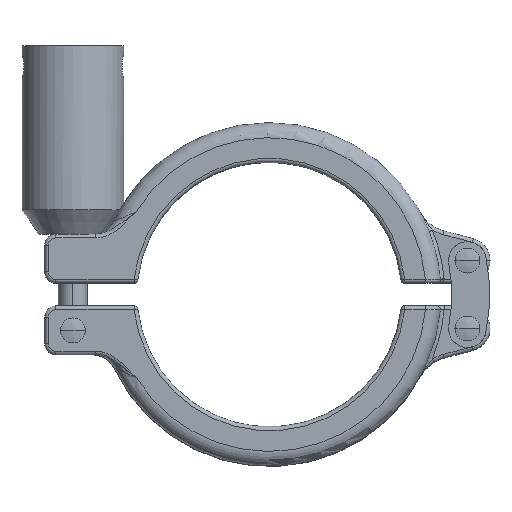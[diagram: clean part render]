
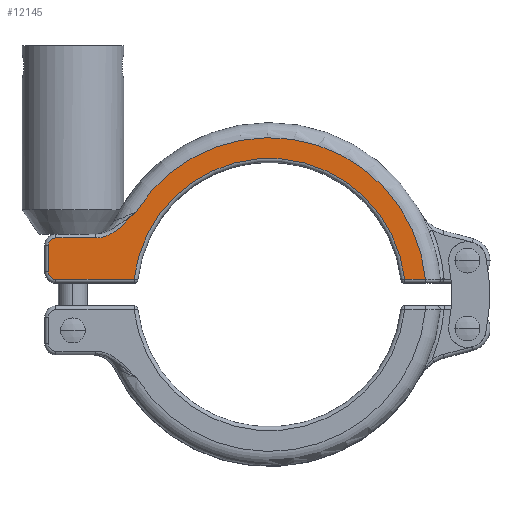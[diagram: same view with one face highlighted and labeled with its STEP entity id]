
A CAD part, top view. The second image highlights one B-rep face of the part: STEP entity #12145.
In plain terms, the highlighted planar face has unit normal (0, 0, 1).
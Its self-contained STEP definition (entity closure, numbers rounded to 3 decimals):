
#567 = LINE ( 'NONE', #3835, #13238 ) ;
#800 = EDGE_CURVE ( 'NONE', #8987, #4508, #1556, .T. ) ;
#930 = CARTESIAN_POINT ( 'NONE',  ( -38.414, 18.832, 8.5 ) ) ;
#1007 = CIRCLE ( 'NONE', #8771, 2. ) ;
#1034 = VERTEX_POINT ( 'NONE', #13511 ) ;
#1463 = CARTESIAN_POINT ( 'NONE',  ( 0., 0., 8.5 ) ) ;
#1481 = DIRECTION ( 'NONE',  ( 1., 0., 0. ) ) ;
#1500 = VERTEX_POINT ( 'NONE', #6572 ) ;
#1556 = B_SPLINE_CURVE_WITH_KNOTS ( 'NONE', 3,
 ( #5310, #9545, #5431, #930, #10539, #11787, #13723, #5244, #2228, #3002, #11652, #9480, #11524, #2097 ),
 .UNSPECIFIED., .F., .F.,
 ( 4, 2, 2, 2, 2, 2, 4 ),
 ( 0., 0.003, 0.007, 0.01, 0.011, 0.012, 0.013 ),
 .UNSPECIFIED. ) ;
#1751 = DIRECTION ( 'NONE',  ( 1., 0., 0. ) ) ;
#2097 = CARTESIAN_POINT ( 'NONE',  ( -46.165, 15., 8.5 ) ) ;
#2115 = AXIS2_PLACEMENT_3D ( 'NONE', #1463, #6980, #4952 ) ;
#2171 = VERTEX_POINT ( 'NONE', #5294 ) ;
#2228 = CARTESIAN_POINT ( 'NONE',  ( -43.443, 15.462, 8.5 ) ) ;
#2292 = CARTESIAN_POINT ( 'NONE',  ( 41.407, 4., 8.5 ) ) ;
#2462 = EDGE_CURVE ( 'NONE', #10776, #1500, #11483, .T. ) ;
#2511 = DIRECTION ( 'NONE',  ( 1., 0., 0. ) ) ;
#2669 = FACE_OUTER_BOUND ( 'NONE', #9905, .T. ) ;
#2795 = ORIENTED_EDGE ( 'NONE', *, *, #9631, .T. ) ;
#3002 = CARTESIAN_POINT ( 'NONE',  ( -43.975, 15.297, 8.5 ) ) ;
#3246 = LINE ( 'NONE', #4283, #5032 ) ;
#3286 = CARTESIAN_POINT ( 'NONE',  ( -35.307, 22., 8.5 ) ) ;
#3317 = DIRECTION ( 'NONE',  ( -1., 0., 0. ) ) ;
#3718 = DIRECTION ( 'NONE',  ( 0., 0., 1. ) ) ;
#3835 = CARTESIAN_POINT ( 'NONE',  ( -34.972, 4., 8.5 ) ) ;
#3914 = ORIENTED_EDGE ( 'NONE', *, *, #10730, .T. ) ;
#3953 = AXIS2_PLACEMENT_3D ( 'NONE', #10203, #3718, #1481 ) ;
#4283 = CARTESIAN_POINT ( 'NONE',  ( -56.6, 15., 8.5 ) ) ;
#4508 = VERTEX_POINT ( 'NONE', #9049 ) ;
#4656 = DIRECTION ( 'NONE',  ( 0., 0., 1. ) ) ;
#4773 = CIRCLE ( 'NONE', #12788, 2. ) ;
#4952 = DIRECTION ( 'NONE',  ( 1., 0., 0. ) ) ;
#5032 = VECTOR ( 'NONE', #3317, 1000. ) ;
#5118 = ORIENTED_EDGE ( 'NONE', *, *, #12782, .T. ) ;
#5244 = CARTESIAN_POINT ( 'NONE',  ( -43.179, 15.557, 8.5 ) ) ;
#5267 = ORIENTED_EDGE ( 'NONE', *, *, #12645, .T. ) ;
#5278 = DIRECTION ( 'NONE',  ( 0., 0., -1. ) ) ;
#5294 = CARTESIAN_POINT ( 'NONE',  ( -56.6, 15., 8.5 ) ) ;
#5310 = CARTESIAN_POINT ( 'NONE',  ( -35.307, 22., 8.5 ) ) ;
#5431 = CARTESIAN_POINT ( 'NONE',  ( -36.852, 20.408, 8.5 ) ) ;
#5531 = EDGE_CURVE ( 'NONE', #11213, #1034, #8083, .T. ) ;
#5654 = ORIENTED_EDGE ( 'NONE', *, *, #10236, .T. ) ;
#5926 = AXIS2_PLACEMENT_3D ( 'NONE', #12786, #5278, #13562 ) ;
#6250 = CARTESIAN_POINT ( 'NONE',  ( -56.6, 13., 8.5 ) ) ;
#6572 = CARTESIAN_POINT ( 'NONE',  ( 35.878, 4., 8.5 ) ) ;
#6783 = PLANE ( 'NONE',  #3953 ) ;
#6980 = DIRECTION ( 'NONE',  ( 0., 0., 1. ) ) ;
#7143 = VERTEX_POINT ( 'NONE', #9256 ) ;
#7762 = VECTOR ( 'NONE', #10247, 1000. ) ;
#7793 = ORIENTED_EDGE ( 'NONE', *, *, #2462, .T. ) ;
#7800 = CARTESIAN_POINT ( 'NONE',  ( -56.6, 6., 8.5 ) ) ;
#7815 = LINE ( 'NONE', #12269, #7913 ) ;
#7913 = VECTOR ( 'NONE', #2511, 1000. ) ;
#8083 = LINE ( 'NONE', #12326, #7762 ) ;
#8771 = AXIS2_PLACEMENT_3D ( 'NONE', #6250, #9498, #13367 ) ;
#8987 = VERTEX_POINT ( 'NONE', #3286 ) ;
#9049 = CARTESIAN_POINT ( 'NONE',  ( -46.165, 15., 8.5 ) ) ;
#9256 = CARTESIAN_POINT ( 'NONE',  ( -56.6, 4., 8.5 ) ) ;
#9314 = VERTEX_POINT ( 'NONE', #2292 ) ;
#9480 = CARTESIAN_POINT ( 'NONE',  ( -45.054, 15.06, 8.5 ) ) ;
#9498 = DIRECTION ( 'NONE',  ( 0., 0., 1. ) ) ;
#9545 = CARTESIAN_POINT ( 'NONE',  ( -36.087, 21.212, 8.5 ) ) ;
#9631 = EDGE_CURVE ( 'NONE', #9314, #8987, #12355, .T. ) ;
#9718 = EDGE_CURVE ( 'NONE', #7143, #10776, #567, .T. ) ;
#9905 = EDGE_LOOP ( 'NONE', ( #2795, #13361, #3914, #5118, #13466, #5267, #10256, #7793, #5654 ) ) ;
#10203 = CARTESIAN_POINT ( 'NONE',  ( 0., 0., 8.5 ) ) ;
#10236 = EDGE_CURVE ( 'NONE', #1500, #9314, #7815, .T. ) ;
#10247 = DIRECTION ( 'NONE',  ( 0., -1., 0. ) ) ;
#10256 = ORIENTED_EDGE ( 'NONE', *, *, #9718, .T. ) ;
#10539 = CARTESIAN_POINT ( 'NONE',  ( -39.211, 18.061, 8.5 ) ) ;
#10730 = EDGE_CURVE ( 'NONE', #4508, #2171, #3246, .T. ) ;
#10776 = VERTEX_POINT ( 'NONE', #11687 ) ;
#11213 = VERTEX_POINT ( 'NONE', #12349 ) ;
#11483 = CIRCLE ( 'NONE', #5926, 36.1 ) ;
#11524 = CARTESIAN_POINT ( 'NONE',  ( -45.604, 15., 8.5 ) ) ;
#11652 = CARTESIAN_POINT ( 'NONE',  ( -44.243, 15.228, 8.5 ) ) ;
#11687 = CARTESIAN_POINT ( 'NONE',  ( -35.878, 4., 8.5 ) ) ;
#11787 = CARTESIAN_POINT ( 'NONE',  ( -40.959, 16.679, 8.5 ) ) ;
#12145 = ADVANCED_FACE ( 'NONE', ( #2669 ), #6783, .T. ) ;
#12269 = CARTESIAN_POINT ( 'NONE',  ( 41.492, 4., 8.5 ) ) ;
#12326 = CARTESIAN_POINT ( 'NONE',  ( -58.6, 6., 8.5 ) ) ;
#12349 = CARTESIAN_POINT ( 'NONE',  ( -58.6, 13., 8.5 ) ) ;
#12355 = CIRCLE ( 'NONE', #2115, 41.6 ) ;
#12645 = EDGE_CURVE ( 'NONE', #1034, #7143, #4773, .T. ) ;
#12782 = EDGE_CURVE ( 'NONE', #2171, #11213, #1007, .T. ) ;
#12786 = CARTESIAN_POINT ( 'NONE',  ( 0., 0., 8.5 ) ) ;
#12788 = AXIS2_PLACEMENT_3D ( 'NONE', #7800, #4656, #13155 ) ;
#13155 = DIRECTION ( 'NONE',  ( 1., 0., 0. ) ) ;
#13238 = VECTOR ( 'NONE', #1751, 1000. ) ;
#13361 = ORIENTED_EDGE ( 'NONE', *, *, #800, .T. ) ;
#13367 = DIRECTION ( 'NONE',  ( 1., 0., 0. ) ) ;
#13466 = ORIENTED_EDGE ( 'NONE', *, *, #5531, .T. ) ;
#13511 = CARTESIAN_POINT ( 'NONE',  ( -58.6, 6., 8.5 ) ) ;
#13562 = DIRECTION ( 'NONE',  ( 1., 0., 0. ) ) ;
#13723 = CARTESIAN_POINT ( 'NONE',  ( -41.893, 16.086, 8.5 ) ) ;
